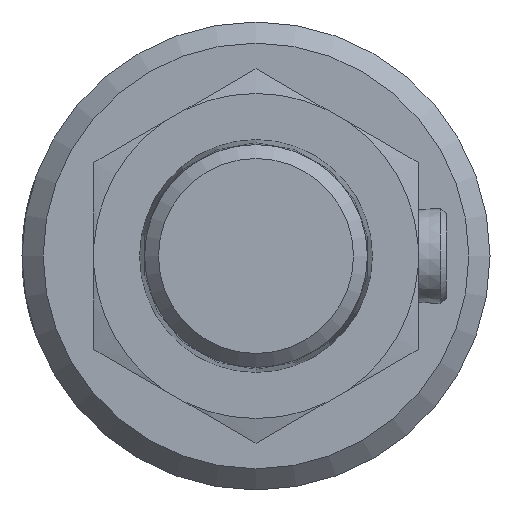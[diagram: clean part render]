
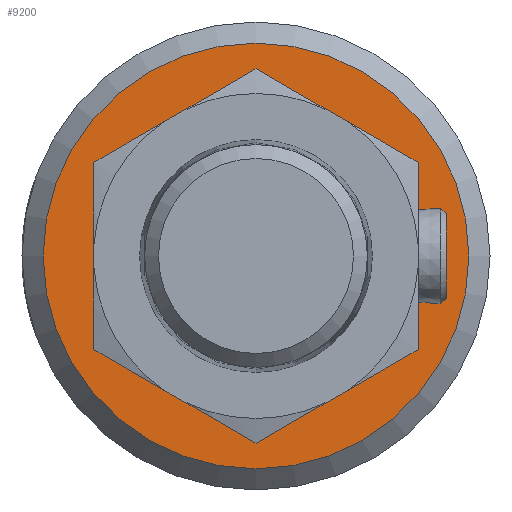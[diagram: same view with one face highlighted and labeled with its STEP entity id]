
A CAD part, left-side view. The second image highlights one B-rep face of the part: STEP entity #9200.
In plain terms, the highlighted planar face has unit normal (-1, 0, 0).
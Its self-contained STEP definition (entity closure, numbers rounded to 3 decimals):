
#859=FACE_BOUND('',#1633,.T.);
#922=PLANE('',#9770);
#1093=FACE_OUTER_BOUND('',#1632,.T.);
#1632=EDGE_LOOP('',(#6182,#6183));
#1633=EDGE_LOOP('',(#6184));
#3432=CIRCLE('',#9763,30.2);
#3433=CIRCLE('',#9764,30.2);
#3438=CIRCLE('',#9771,22.225);
#3770=VERTEX_POINT('',#12311);
#3771=VERTEX_POINT('',#12313);
#3776=VERTEX_POINT('',#12327);
#4734=EDGE_CURVE('',#3770,#3771,#3432,.T.);
#4735=EDGE_CURVE('',#3771,#3770,#3433,.T.);
#4741=EDGE_CURVE('',#3776,#3776,#3438,.T.);
#6182=ORIENTED_EDGE('',*,*,#4735,.F.);
#6183=ORIENTED_EDGE('',*,*,#4734,.F.);
#6184=ORIENTED_EDGE('',*,*,#4741,.T.);
#9200=ADVANCED_FACE('',(#1093,#859),#922,.T.);
#9763=AXIS2_PLACEMENT_3D('',#12314,#10417,#10418);
#9764=AXIS2_PLACEMENT_3D('',#12315,#10419,#10420);
#9770=AXIS2_PLACEMENT_3D('',#12326,#10432,#10433);
#9771=AXIS2_PLACEMENT_3D('',#12328,#10434,#10435);
#10417=DIRECTION('center_axis',(1.,0.,0.));
#10418=DIRECTION('ref_axis',(0.,1.,0.));
#10419=DIRECTION('center_axis',(1.,0.,0.));
#10420=DIRECTION('ref_axis',(0.,1.,0.));
#10432=DIRECTION('center_axis',(-1.,0.,0.));
#10433=DIRECTION('ref_axis',(0.,0.,1.));
#10434=DIRECTION('center_axis',(1.,0.,0.));
#10435=DIRECTION('ref_axis',(0.,0.,-1.));
#12311=CARTESIAN_POINT('',(0.,-30.2,0.));
#12313=CARTESIAN_POINT('',(0.,30.2,0.));
#12314=CARTESIAN_POINT('Origin',(0.,0.,0.));
#12315=CARTESIAN_POINT('Origin',(0.,0.,0.));
#12326=CARTESIAN_POINT('Origin',(0.,15.1,0.));
#12327=CARTESIAN_POINT('',(0.,0.,22.225));
#12328=CARTESIAN_POINT('Origin',(0.,0.,0.));
